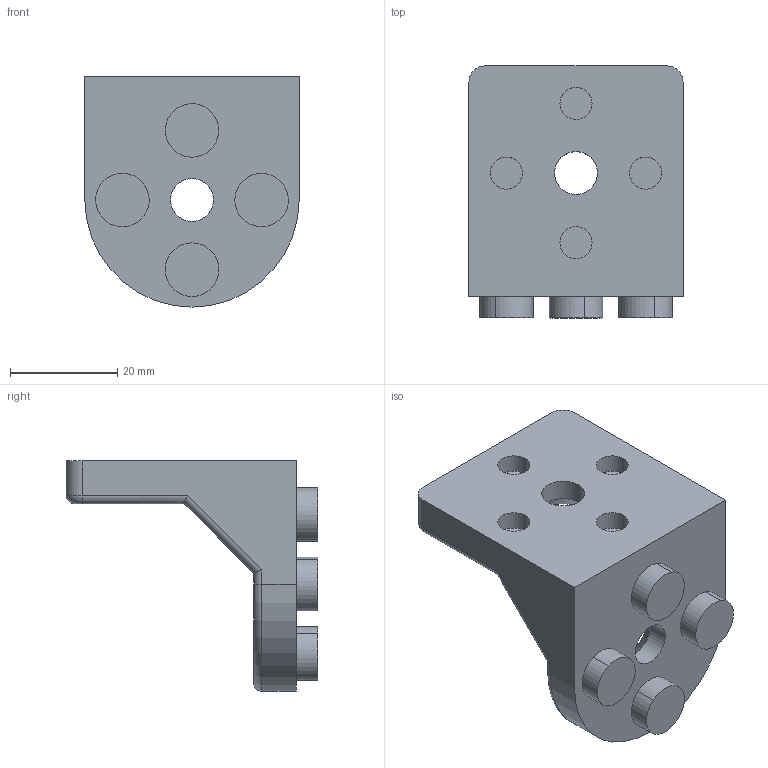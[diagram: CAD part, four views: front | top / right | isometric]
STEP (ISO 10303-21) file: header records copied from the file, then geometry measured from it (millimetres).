
FILE_DESCRIPTION (( 'STEP AP214' ), '1' );
FILE_NAME ('B830 Ïîâîðîòíûé óãëîâîé ñîåäèíèòåëü 45 ñåðèÿ, ïàç 10.STEP', '2025-07-22T14:56:06', ( '' ), ( '' ), 'SwSTEP 2.0', 'SolidWorks 2025', '' );
FILE_SCHEMA (( 'AUTOMOTIVE_DESIGN' ));
Length unit declared in the file: millimetre
Products named in the file (3): Ножка_00; B830 Поворотный угловой соединитель 45 серия, паз 10; Корпус_00
Assembly tree (5 placements, depth 2):
  B830 Поворотный угловой соединитель 45 серия, паз 10
    Корпус_00
    Ножка_00  x4
Bounding box: 40 x 47 x 43 mm (x, y, z)
Volume: 23646.1 mm3; surface area: 9802.4 mm2
Topology: 5 solids, 5 shells, 87 faces, 181 edges, 116 vertices
Faces by surface type: cylinder 48, plane 31, torus 4, cone 4
Entity records: 1969 total; most frequent: DIRECTION 355, CARTESIAN_POINT 335, ORIENTED_EDGE 290, EDGE_CURVE 145, AXIS2_PLACEMENT_3D 144, VERTEX_POINT 92, EDGE_LOOP 79, CIRCLE 70
